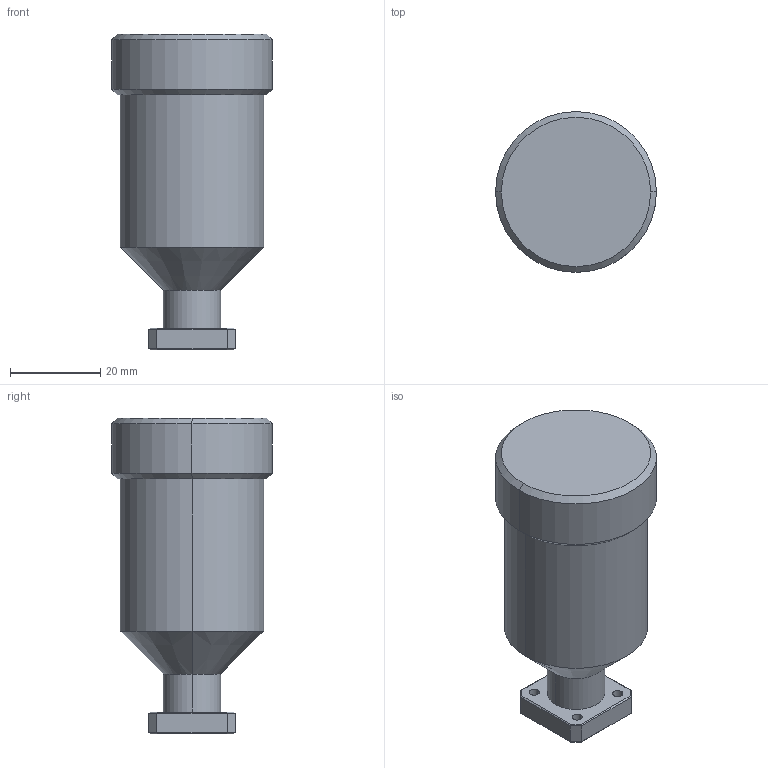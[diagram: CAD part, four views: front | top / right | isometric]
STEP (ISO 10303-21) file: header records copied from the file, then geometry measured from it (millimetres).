
FILE_DESCRIPTION (( 'STEP AP203' ), '1' );
FILE_NAME ('SAF-2633331725-315-S1.STEP', '2019-09-18T22:51:30', ( '' ), ( '' ), 'SwSTEP 2.0', 'SolidWorks 2016', '' );
FILE_SCHEMA (( 'CONFIG_CONTROL_DESIGN' ));
Length unit declared in the file: inch
Products named in the file (1): SAF-2633331725-315-S1
Bounding box: 35.56 x 35.56 x 69.85 mm (x, y, z)
Volume: 46442.1 mm3; surface area: 8188.1 mm2
Topology: 1 solids, 1 shells, 64 faces, 144 edges, 87 vertices
Faces by surface type: plane 32, cylinder 24, cone 8
Entity records: 1851 total; most frequent: DIRECTION 326, CARTESIAN_POINT 294, ORIENTED_EDGE 284, EDGE_CURVE 142, AXIS2_PLACEMENT_3D 119, LINE 88, VECTOR 88, VERTEX_POINT 87
